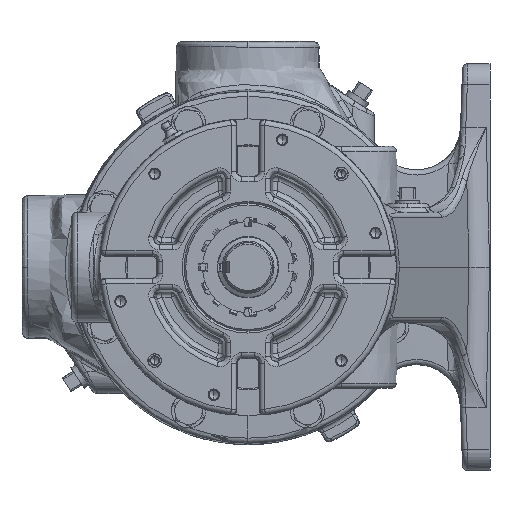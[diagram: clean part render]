
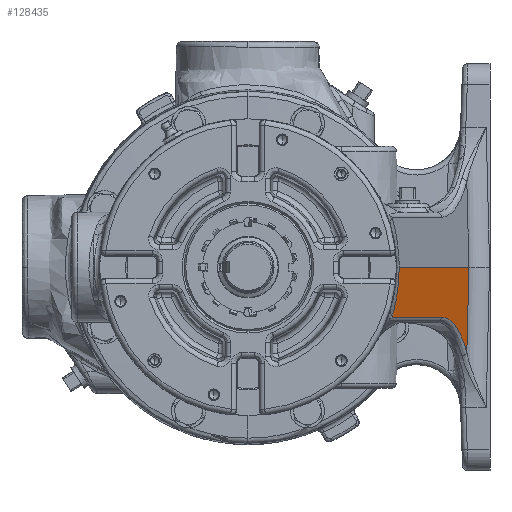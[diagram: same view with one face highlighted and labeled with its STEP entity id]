
A CAD part, left-side view. The second image highlights one B-rep face of the part: STEP entity #128435.
In plain terms, the highlighted planar face has unit normal (-0.342, -0.939, -0.035).
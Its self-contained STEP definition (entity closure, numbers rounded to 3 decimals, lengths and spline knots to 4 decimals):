
#957 = VERTEX_POINT ( 'NONE', #150187 ) ;
#2876 = CARTESIAN_POINT ( 'NONE',  ( -6.3403, -4.3964, -1.1342 ) ) ;
#7906 = CARTESIAN_POINT ( 'NONE',  ( -9.0955, -3.4357, 0. ) ) ;
#14987 = ORIENTED_EDGE ( 'NONE', *, *, #61851, .T. ) ;
#18384 = EDGE_CURVE ( 'NONE', #957, #172867, #32003, .T. ) ;
#22780 = VERTEX_POINT ( 'NONE', #108886 ) ;
#25512 = CARTESIAN_POINT ( 'NONE',  ( -9.0955, -3.4357, 0. ) ) ;
#26949 = ORIENTED_EDGE ( 'NONE', *, *, #123762, .T. ) ;
#32003 = LINE ( 'NONE', #184305, #107650 ) ;
#42616 = CARTESIAN_POINT ( 'NONE',  ( -9.0647, -3.4327, -0.3839 ) ) ;
#45231 = CARTESIAN_POINT ( 'NONE',  ( -4.6724, -4.9733, -1.9456 ) ) ;
#45649 = AXIS2_PLACEMENT_3D ( 'NONE', #187516, #111805, #128903 ) ;
#47424 = CARTESIAN_POINT ( 'NONE',  ( -9.4164, -3.2768, -1.1342 ) ) ;
#48430 = FACE_OUTER_BOUND ( 'NONE', #137744, .T. ) ;
#54716 = LINE ( 'NONE', #127940, #59813 ) ;
#59813 = VECTOR ( 'NONE', #184153, 39.3701 ) ;
#61851 = EDGE_CURVE ( 'NONE', #153472, #957, #239788, .T. ) ;
#68161 = ORIENTED_EDGE ( 'NONE', *, *, #18384, .T. ) ;
#93160 = VERTEX_POINT ( 'NONE', #45231 ) ;
#95256 = CARTESIAN_POINT ( 'NONE',  ( -4.6724, -4.9733, -1.9456 ) ) ;
#105826 = EDGE_CURVE ( 'NONE', #93160, #22780, #211595, .T. ) ;
#107650 = VECTOR ( 'NONE', #114574, 39.3701 ) ;
#108886 = CARTESIAN_POINT ( 'NONE',  ( -4.7403, -5.0209, 0. ) ) ;
#111805 = DIRECTION ( 'NONE',  ( -0.342, -0.939, -0.035 ) ) ;
#114574 = DIRECTION ( 'NONE',  ( 0.94, -0.342, 0. ) ) ;
#114790 = CARTESIAN_POINT ( 'NONE',  ( -5.0815, -4.8438, -1.4241 ) ) ;
#115742 = EDGE_CURVE ( 'NONE', #153472, #22780, #54716, .T. ) ;
#117846 = VECTOR ( 'NONE', #160227, 39.3701 ) ;
#123762 = EDGE_CURVE ( 'NONE', #172867, #93160, #157752, .T. ) ;
#127940 = CARTESIAN_POINT ( 'NONE',  ( -2.1682, -5.9571, 0. ) ) ;
#128435 = ADVANCED_FACE ( 'Defeatured_0_1608', ( #48430 ), #148450, .T. ) ;
#128903 = DIRECTION ( 'NONE',  ( 0.94, -0.342, 0. ) ) ;
#137744 = EDGE_LOOP ( 'NONE', ( #142094, #14987, #68161, #26949, #150958 ) ) ;
#142094 = ORIENTED_EDGE ( 'NONE', *, *, #115742, .F. ) ;
#148450 = PLANE ( 'NONE',  #45649 ) ;
#150187 = CARTESIAN_POINT ( 'NONE',  ( -9.4164, -3.2768, -1.1342 ) ) ;
#150958 = ORIENTED_EDGE ( 'NONE', *, *, #105826, .T. ) ;
#153472 = VERTEX_POINT ( 'NONE', #7906 ) ;
#157752 =( BOUNDED_CURVE ( )  B_SPLINE_CURVE ( 3, ( #190486, #205252, #114790, #95256 ),
 .UNSPECIFIED., .F., .F. ) 
 B_SPLINE_CURVE_WITH_KNOTS ( ( 4, 4 ),
 ( 4.8141, 5.7197 ),
 .UNSPECIFIED. ) 
 CURVE ( )  GEOMETRIC_REPRESENTATION_ITEM ( )  RATIONAL_B_SPLINE_CURVE ( ( 1., 0.933, 0.933, 1. ) ) 
 REPRESENTATION_ITEM ( '' )  );
#158557 = CARTESIAN_POINT ( 'NONE',  ( -9.1723, -3.3794, -0.7642 ) ) ;
#160227 = DIRECTION ( 'NONE',  ( -0.035, -0.024, 0.999 ) ) ;
#172867 = VERTEX_POINT ( 'NONE', #2876 ) ;
#184153 = DIRECTION ( 'NONE',  ( 0.94, -0.342, 0. ) ) ;
#184305 = CARTESIAN_POINT ( 'NONE',  ( -6.3006, -4.4108, -1.1342 ) ) ;
#187516 = CARTESIAN_POINT ( 'NONE',  ( -2.1682, -5.9571, 0. ) ) ;
#190486 = CARTESIAN_POINT ( 'NONE',  ( -6.3403, -4.3964, -1.1342 ) ) ;
#200519 = CARTESIAN_POINT ( 'NONE',  ( -4.738, -5.0193, -0.0668 ) ) ;
#205252 = CARTESIAN_POINT ( 'NONE',  ( -5.6775, -4.6377, -1.1342 ) ) ;
#211595 = LINE ( 'NONE', #200519, #117846 ) ;
#239788 =( BOUNDED_CURVE ( )  B_SPLINE_CURVE ( 3, ( #25512, #42616, #158557, #47424 ),
 .UNSPECIFIED., .F., .F. ) 
 B_SPLINE_CURVE_WITH_KNOTS ( ( 4, 4 ),
 ( 3.1124, 3.375 ),
 .UNSPECIFIED. ) 
 CURVE ( )  GEOMETRIC_REPRESENTATION_ITEM ( )  RATIONAL_B_SPLINE_CURVE ( ( 1., 0.994, 0.994, 1. ) ) 
 REPRESENTATION_ITEM ( '' )  );
